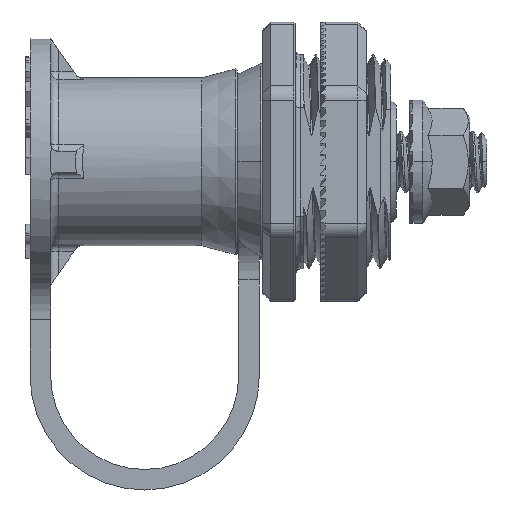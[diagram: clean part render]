
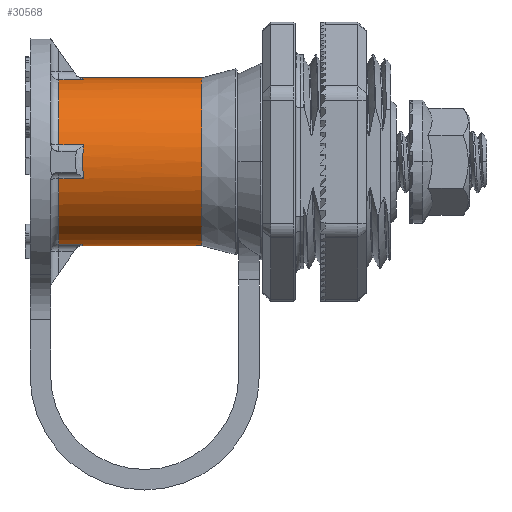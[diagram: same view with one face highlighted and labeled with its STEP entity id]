
A CAD part, left-side view. The second image highlights one B-rep face of the part: STEP entity #30568.
In plain terms, the highlighted cylindrical face has radius 12.954 mm (diameter 25.908 mm), a partial arc.
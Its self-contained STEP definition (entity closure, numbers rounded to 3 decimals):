
#620=CARTESIAN_POINT('',(0.,42.926,0.));
#621=DIRECTION('',(0.,1.,0.));
#622=DIRECTION('',(-0.201,0.,-0.98));
#623=AXIS2_PLACEMENT_3D('',#620,#621,#622);
#978=DIRECTION('',(0.,1.,0.));
#979=VECTOR('',#978,3.863);
#980=CARTESIAN_POINT('',(-2.602,39.063,-12.69));
#981=LINE('',#980,#979);
#982=DIRECTION('',(0.,-1.,0.));
#983=VECTOR('',#982,3.863);
#984=CARTESIAN_POINT('',(-12.69,42.926,-2.602));
#985=LINE('',#984,#983);
#986=CARTESIAN_POINT('',(-12.69,39.063,-2.602));
#987=CARTESIAN_POINT('',(-12.722,39.088,-2.445));
#988=CARTESIAN_POINT('',(-12.781,39.133,-2.131));
#989=CARTESIAN_POINT('',(-12.85,39.187,-1.658));
#990=CARTESIAN_POINT('',(-12.903,39.227,-1.185));
#991=CARTESIAN_POINT('',(-12.937,39.254,
-0.711));
#992=CARTESIAN_POINT('',(-12.955,39.267,
-0.237));
#993=CARTESIAN_POINT('',(-12.955,39.267,0.237));
#994=CARTESIAN_POINT('',(-12.937,39.254,0.711));
#995=CARTESIAN_POINT('',(-12.903,39.227,1.185));
#996=CARTESIAN_POINT('',(-12.85,39.187,1.658));
#997=CARTESIAN_POINT('',(-12.781,39.133,2.131));
#998=CARTESIAN_POINT('',(-12.722,39.088,2.445));
#999=CARTESIAN_POINT('',(-12.69,39.063,2.602));
#1001=DIRECTION('',(0.,1.,0.));
#1002=VECTOR('',#1001,3.863);
#1003=CARTESIAN_POINT('',(-12.69,39.063,2.602));
#1004=LINE('',#1003,#1002);
#1005=DIRECTION('',(0.,-1.,0.));
#1006=VECTOR('',#1005,3.863);
#1007=CARTESIAN_POINT('',(-2.602,42.926,12.69));
#1008=LINE('',#1007,#1006);
#1009=CARTESIAN_POINT('',(-2.602,39.063,12.69));
#1010=CARTESIAN_POINT('',(-2.458,39.086,12.719));
#1011=CARTESIAN_POINT('',(-2.17,39.128,12.773));
#1012=CARTESIAN_POINT('',(-1.737,39.178,12.84));
#1013=CARTESIAN_POINT('',(-1.303,39.218,12.891));
#1014=CARTESIAN_POINT('',(-0.869,39.246,
12.927));
#1015=CARTESIAN_POINT('',(-0.434,39.263,
12.949));
#1016=CARTESIAN_POINT('',(-0.145,39.266,
12.954));
#1017=CARTESIAN_POINT('',(0.,39.266,
12.954));
#1019=DIRECTION('',(0.,1.,0.));
#1020=VECTOR('',#1019,18.436);
#1021=CARTESIAN_POINT('',(0.,20.83,12.954));
#1022=LINE('',#1021,#1020);
#1023=CARTESIAN_POINT('',(0.,20.83,0.));
#1024=DIRECTION('',(0.,1.,0.));
#1025=DIRECTION('',(0.,0.,-1.));
#1026=AXIS2_PLACEMENT_3D('',#1023,#1024,#1025);
#1028=DIRECTION('',(0.,1.,0.));
#1029=VECTOR('',#1028,18.436);
#1030=CARTESIAN_POINT('',(0.,20.83,-12.954));
#1031=LINE('',#1030,#1029);
#1032=CARTESIAN_POINT('',(0.,39.266,
-12.954));
#1033=CARTESIAN_POINT('',(-0.145,39.266,
-12.954));
#1034=CARTESIAN_POINT('',(-0.434,39.263,
-12.949));
#1035=CARTESIAN_POINT('',(-0.869,39.246,
-12.927));
#1036=CARTESIAN_POINT('',(-1.303,39.218,
-12.891));
#1037=CARTESIAN_POINT('',(-1.737,39.178,
-12.84));
#1038=CARTESIAN_POINT('',(-2.17,39.128,
-12.773));
#1039=CARTESIAN_POINT('',(-2.458,39.086,
-12.719));
#1040=CARTESIAN_POINT('',(-2.602,39.063,
-12.69));
#1171=CARTESIAN_POINT('',(0.,42.926,0.));
#1172=DIRECTION('',(0.,1.,0.));
#1173=DIRECTION('',(-0.98,0.,0.201));
#1174=AXIS2_PLACEMENT_3D('',#1171,#1172,#1173);
#28567=CARTESIAN_POINT('',(0.,20.83,-12.954));
#28569=VERTEX_POINT('',#28567);
#28571=CARTESIAN_POINT('',(0.,20.83,12.954));
#28573=VERTEX_POINT('',#28571);
#29364=CARTESIAN_POINT('',(-2.602,42.926,-12.69));
#29365=VERTEX_POINT('',#29364);
#29368=CARTESIAN_POINT('',(-2.602,39.063,
-12.69));
#29369=VERTEX_POINT('',#29368);
#29370=VERTEX_POINT('',#1032);
#29386=CARTESIAN_POINT('',(-12.69,42.926,2.602));
#29388=VERTEX_POINT('',#29386);
#29392=CARTESIAN_POINT('',(-12.69,39.063,
2.602));
#29393=VERTEX_POINT('',#29392);
#29394=VERTEX_POINT('',#986);
#29400=CARTESIAN_POINT('',(-12.69,42.926,-2.602));
#29402=VERTEX_POINT('',#29400);
#29417=VERTEX_POINT('',#1009);
#29418=VERTEX_POINT('',#1017);
#29424=CARTESIAN_POINT('',(-2.602,42.926,12.69));
#29426=VERTEX_POINT('',#29424);
#30541=CARTESIAN_POINT('',(0.,48.971,0.));
#30542=DIRECTION('',(0.,-1.,0.));
#30543=DIRECTION('',(0.,0.,1.));
#30544=AXIS2_PLACEMENT_3D('',#30541,#30542,#30543);
#30545=CYLINDRICAL_SURFACE('',#30544,12.954);
#30547=ORIENTED_EDGE('',*,*,#30546,.T.);
#30548=ORIENTED_EDGE('',*,*,#30126,.T.);
#30550=ORIENTED_EDGE('',*,*,#30549,.T.);
#30552=ORIENTED_EDGE('',*,*,#30551,.T.);
#30554=ORIENTED_EDGE('',*,*,#30553,.T.);
#30556=ORIENTED_EDGE('',*,*,#30555,.T.);
#30558=ORIENTED_EDGE('',*,*,#30557,.T.);
#30559=ORIENTED_EDGE('',*,*,#30534,.T.);
#30560=ORIENTED_EDGE('',*,*,#30364,.F.);
#30562=ORIENTED_EDGE('',*,*,#30561,.F.);
#30563=ORIENTED_EDGE('',*,*,#30360,.T.);
#30565=ORIENTED_EDGE('',*,*,#30564,.T.);
#30566=EDGE_LOOP('',(#30547,#30548,#30550,#30552,#30554,#30556,#30558,#30559,
#30560,#30562,#30563,#30565));
#30567=FACE_OUTER_BOUND('',#30566,.F.);
#30568=ADVANCED_FACE('',(#30567),#30545,.T.);
#624=CIRCLE('',#623,12.954);
#1000=B_SPLINE_CURVE_WITH_KNOTS('',3,(#986,#987,#988,#989,#990,#991,#992,#993,
#994,#995,#996,#997,#998,#999),.UNSPECIFIED.,.F.,.F.,(4,1,1,1,1,1,1,1,1,1,1,4),(
0.,0.091,0.182,0.273,0.364,
0.455,0.545,0.636,0.727,
0.818,0.909,1.),.UNSPECIFIED.);
#1018=B_SPLINE_CURVE_WITH_KNOTS('',3,(#1009,#1010,#1011,#1012,#1013,#1014,#1015,
#1016,#1017),.UNSPECIFIED.,.F.,.F.,(4,1,1,1,1,1,4),(0.,0.167,
0.333,0.5,0.667,0.833,1.),
.UNSPECIFIED.);
#1027=CIRCLE('',#1026,12.954);
#1041=B_SPLINE_CURVE_WITH_KNOTS('',3,(#1032,#1033,#1034,#1035,#1036,#1037,#1038,
#1039,#1040),.UNSPECIFIED.,.F.,.F.,(4,1,1,1,1,1,4),(0.,0.167,
0.333,0.5,0.667,0.833,1.),
.UNSPECIFIED.);
#1175=CIRCLE('',#1174,12.954);
#30126=EDGE_CURVE('',#29365,#29402,#624,.T.);
#30360=EDGE_CURVE('',#28569,#29370,#1031,.T.);
#30364=EDGE_CURVE('',#28573,#29418,#1022,.T.);
#30534=EDGE_CURVE('',#29417,#29418,#1018,.T.);
#30546=EDGE_CURVE('',#29369,#29365,#981,.T.);
#30549=EDGE_CURVE('',#29402,#29394,#985,.T.);
#30551=EDGE_CURVE('',#29394,#29393,#1000,.T.);
#30553=EDGE_CURVE('',#29393,#29388,#1004,.T.);
#30555=EDGE_CURVE('',#29388,#29426,#1175,.T.);
#30557=EDGE_CURVE('',#29426,#29417,#1008,.T.);
#30561=EDGE_CURVE('',#28569,#28573,#1027,.T.);
#30564=EDGE_CURVE('',#29370,#29369,#1041,.T.);
